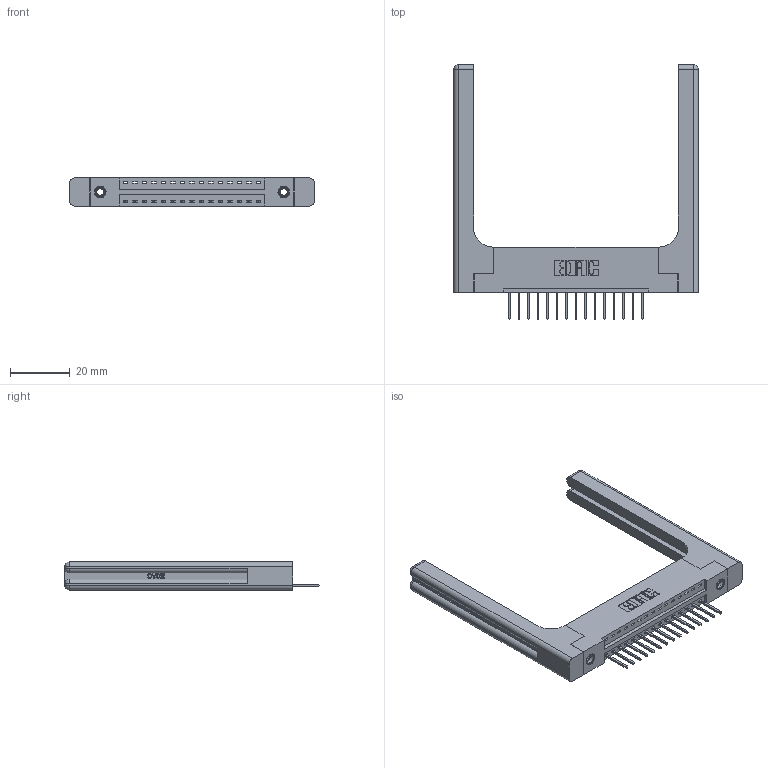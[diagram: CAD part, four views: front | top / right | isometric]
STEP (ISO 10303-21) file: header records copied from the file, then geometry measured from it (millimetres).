
FILE_DESCRIPTION (( 'STEP AP203' ), '1' );
FILE_NAME ('396-015-526-158.STEP', '2019-10-26T17:32:10', ( '' ), ( '' ), 'SwSTEP 2.0', 'SolidWorks 2016', '' );
FILE_SCHEMA (( 'CONFIG_CONTROL_DESIGN' ));
Length unit declared in the file: inch
Products named in the file (5): 346-220-058_345-220-058; 346 Part_Flush Mounting Lugs - 0.156 Dia-TH; 345-250-001_345-250-001-102; 345-292-001_345-293-126; 396-015-526-158
Assembly tree (20 placements, depth 2):
  396-015-526-158
    346 Part_Flush Mounting Lugs - 0.156 Dia-TH
    345-292-001_345-293-126  x15
    345-250-001_345-250-001-102  x2
    346-220-058_345-220-058  x2
Bounding box: 81.69 x 85.09 x 9.4 mm (x, y, z)
Volume: 15139.6 mm3; surface area: 14389.1 mm2
Topology: 20 solids, 20 shells, 1248 faces, 3635 edges, 2382 vertices
Faces by surface type: plane 824, cylinder 364, bspline 36, cone 12, sphere 8, torus 4
Entity records: 18144 total; most frequent: CARTESIAN_POINT 4098, ORIENTED_EDGE 2844, DIRECTION 2580, EDGE_CURVE 1422, LINE 1138, VECTOR 1138, VERTEX_POINT 938, AXIS2_PLACEMENT_3D 721
